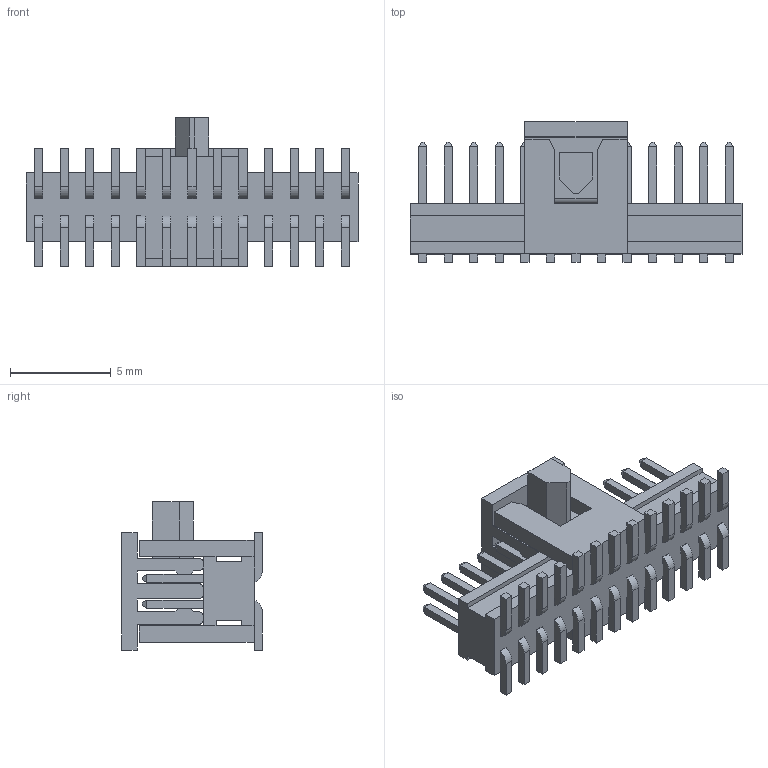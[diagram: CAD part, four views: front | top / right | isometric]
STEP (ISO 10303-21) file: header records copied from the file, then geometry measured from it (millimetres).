
FILE_DESCRIPTION(/* description */ ('STEP AP214'),/* implementation_level */ '2;1');
FILE_NAME(/* name */ 'FTSH-113-01-L-DV-K-P-TR',/* time_stamp */ '2023-03-21T04:23:58+01:00',/* author */ ('License CC BY-ND 4.0'),/* organization */ ('CADENAS'),/* preprocessor_version */ 'ST-DEVELOPER v19.3',/* originating_system */ 'PARTsolutions',/* authorisation */ ' ');
FILE_SCHEMA (('AUTOMOTIVE_DESIGN {1 0 10303 214 3 1 1}'));
Length unit declared in the file: inch
Products named in the file (5): FTSH-113-01-L-DV-K-P-TR; FTSH-113-01-L-DV-K-P-TR_pp_pad; FTSH-113-01-L-DV-K-P-TR_pins2; FTSH-113-01-L-DV-K-P-TR_pins1; FTSH-113-01-L-DV-K-P-TR_body
Assembly tree (4 placements, depth 2):
  FTSH-113-01-L-DV-K-P-TR
    FTSH-113-01-L-DV-K-P-TR_pp_pad
    FTSH-113-01-L-DV-K-P-TR_pins2
    FTSH-113-01-L-DV-K-P-TR_pins1
    FTSH-113-01-L-DV-K-P-TR_body
Bounding box: 16.51 x 6.99 x 7.37 mm (x, y, z)
Volume: 295.6 mm3; surface area: 1061.5 mm2
Topology: 4 solids, 4 shells, 611 faces, 1684 edges, 1084 vertices
Faces by surface type: plane 579, cylinder 32
Entity records: 19153 total; most frequent: CARTESIAN_POINT 3384, ORIENTED_EDGE 3368, DIRECTION 2980, EDGE_CURVE 1684, LINE 1620, VECTOR 1620, VERTEX_POINT 1084, AXIS2_PLACEMENT_3D 680
